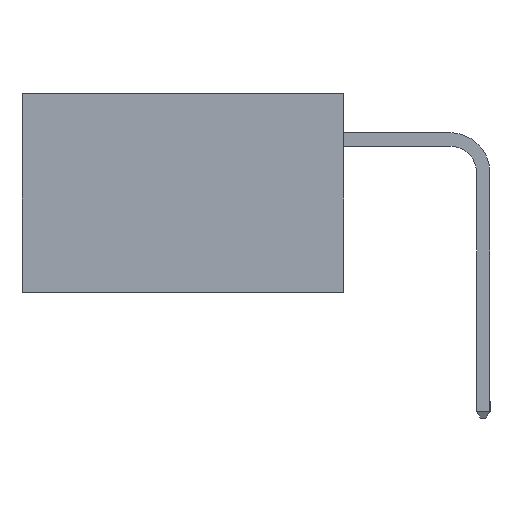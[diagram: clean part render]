
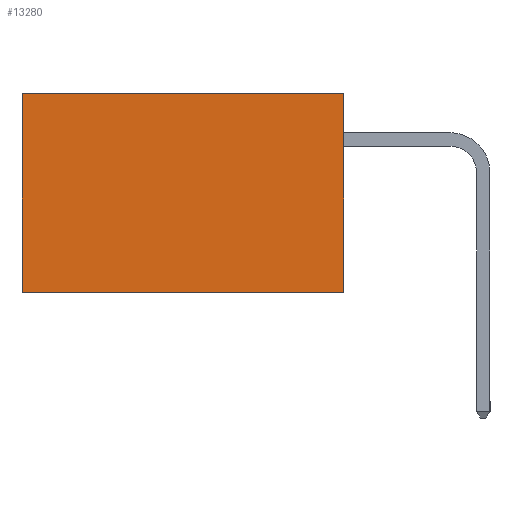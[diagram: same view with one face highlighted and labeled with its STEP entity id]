
A CAD part, left-side view. The second image highlights one B-rep face of the part: STEP entity #13280.
In plain terms, the highlighted planar face has unit normal (-1, 0, 0).
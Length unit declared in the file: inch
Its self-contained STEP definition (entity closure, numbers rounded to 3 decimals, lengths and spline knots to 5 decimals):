
#81 = CARTESIAN_POINT ( 'NONE',  ( 0.2615, 0., 0. ) ) ;
#216 = CARTESIAN_POINT ( 'NONE',  ( 0.2615, 0.6, -0.37 ) ) ;
#386 = CARTESIAN_POINT ( 'NONE',  ( 0.2615, 0., -0.37 ) ) ;
#423 = EDGE_CURVE ( 'NONE', #13228, #4798, #8129, .T. ) ;
#787 = ORIENTED_EDGE ( 'NONE', *, *, #16973, .T. ) ;
#979 = LINE ( 'NONE', #7256, #8685 ) ;
#1600 = DIRECTION ( 'NONE',  ( 0., 1., 0. ) ) ;
#1693 = CARTESIAN_POINT ( 'NONE',  ( 0.2615, 0., 0. ) ) ;
#2939 = PLANE ( 'NONE',  #8536 ) ;
#3444 = VECTOR ( 'NONE', #1600, 39.37008 ) ;
#3564 = LINE ( 'NONE', #16000, #6932 ) ;
#4704 = DIRECTION ( 'NONE',  ( 0., 1., 0. ) ) ;
#4798 = VERTEX_POINT ( 'NONE', #216 ) ;
#5818 = DIRECTION ( 'NONE',  ( 0., 0., -1. ) ) ;
#5897 = CARTESIAN_POINT ( 'NONE',  ( 0.2615, 0.6, -0.37 ) ) ;
#6932 = VECTOR ( 'NONE', #4704, 39.37008 ) ;
#7256 = CARTESIAN_POINT ( 'NONE',  ( 0.2615, 0., -0.37 ) ) ;
#7713 = LINE ( 'NONE', #81, #3444 ) ;
#7815 = ORIENTED_EDGE ( 'NONE', *, *, #12995, .F. ) ;
#8129 = LINE ( 'NONE', #5897, #18236 ) ;
#8401 = VERTEX_POINT ( 'NONE', #386 ) ;
#8536 = AXIS2_PLACEMENT_3D ( 'NONE', #12886, #14298, #5818 ) ;
#8685 = VECTOR ( 'NONE', #16998, 39.37008 ) ;
#9314 = ORIENTED_EDGE ( 'NONE', *, *, #11867, .F. ) ;
#11332 = FACE_OUTER_BOUND ( 'NONE', #14918, .T. ) ;
#11867 = EDGE_CURVE ( 'NONE', #8401, #4798, #3564, .T. ) ;
#12886 = CARTESIAN_POINT ( 'NONE',  ( 0.2615, 0., -0.37 ) ) ;
#12995 = EDGE_CURVE ( 'NONE', #16382, #8401, #979, .T. ) ;
#13228 = VERTEX_POINT ( 'NONE', #18160 ) ;
#13280 = ADVANCED_FACE ( 'NONE', ( #11332 ), #2939, .F. ) ;
#14298 = DIRECTION ( 'NONE',  ( 1., 0., 0. ) ) ;
#14918 = EDGE_LOOP ( 'NONE', ( #15854, #9314, #7815, #787 ) ) ;
#15854 = ORIENTED_EDGE ( 'NONE', *, *, #423, .T. ) ;
#15997 = DIRECTION ( 'NONE',  ( 0., 0., -1. ) ) ;
#16000 = CARTESIAN_POINT ( 'NONE',  ( 0.2615, 0., -0.37 ) ) ;
#16382 = VERTEX_POINT ( 'NONE', #1693 ) ;
#16973 = EDGE_CURVE ( 'NONE', #16382, #13228, #7713, .T. ) ;
#16998 = DIRECTION ( 'NONE',  ( 0., 0., -1. ) ) ;
#18160 = CARTESIAN_POINT ( 'NONE',  ( 0.2615, 0.6, 0. ) ) ;
#18236 = VECTOR ( 'NONE', #15997, 39.37008 ) ;
